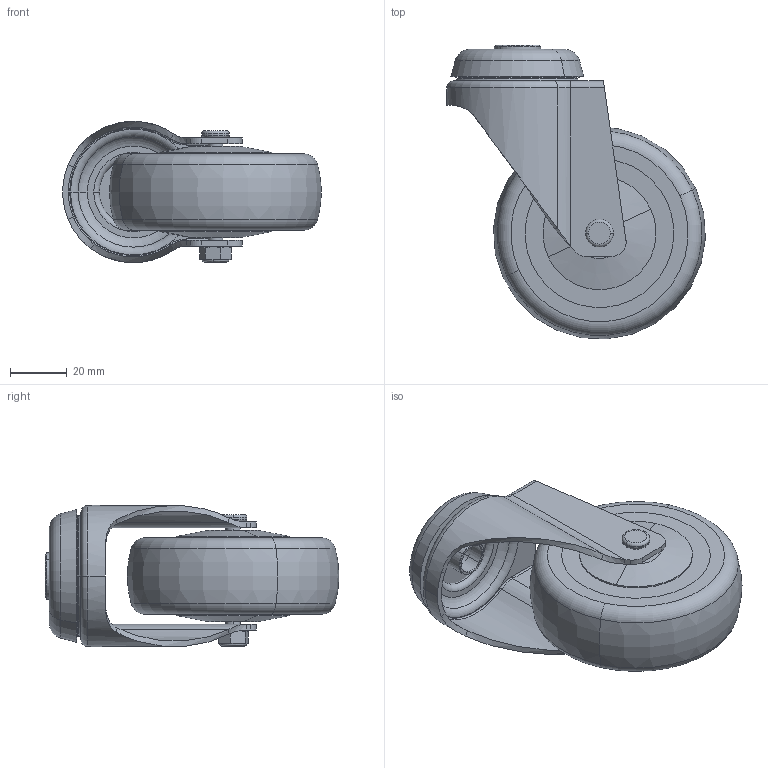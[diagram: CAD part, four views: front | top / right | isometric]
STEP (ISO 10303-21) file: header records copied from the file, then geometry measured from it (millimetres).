
FILE_DESCRIPTION (( 'STEP AP203' ), '1' );
FILE_NAME ('11290300457083.STEP', '2025-05-24T01:24:14', ( '20241006' ), ( '' ), 'SwSTEP 2.0', 'SolidWorks 2021', '' );
FILE_SCHEMA (( 'CONFIG_CONTROL_DESIGN' ));
Length unit declared in the file: millimetre
Products named in the file (7): 复件 3LUOMAO-1^3寸醫療活动_預設; 复件 3LUOSI-1^3寸醫療活动_預設; 3''''PPR輪（外观图）; ?10.2x?12.3x8(大端?16.5)空心鉚釘3寸医疗用; 11290300457083; 3寸医疗大波盤 新20240424（外观图）; 复件 3寸医疗活动脚（yj) 20240507^3寸醫療活动
Assembly tree (6 placements, depth 2):
  11290300457083
    复件 3LUOSI-1^3寸醫療活动_預設
    复件 3LUOMAO-1^3寸醫療活动_預設
    复件 3寸医疗活动脚（yj) 20240507^3寸醫療活动
    3寸医疗大波盤 新20240424（外观图）
    3''''PPR輪（外观图）
    ?10.2x?12.3x8(大端?16.5)空心鉚釘3寸医疗用
Bounding box: 91.5 x 103.9 x 49.9 mm (x, y, z)
Volume: 140036.6 mm3; surface area: 35959.1 mm2
Topology: 6 solids, 6 shells, 197 faces, 483 edges, 307 vertices
Faces by surface type: cylinder 62, plane 51, torus 32, cone 30, bspline 22
Entity records: 10842 total; most frequent: CARTESIAN_POINT 5644, ORIENTED_EDGE 966, DIRECTION 891, EDGE_CURVE 483, AXIS2_PLACEMENT_3D 367, VERTEX_POINT 307, EDGE_LOOP 220, FACE_OUTER_BOUND 197
